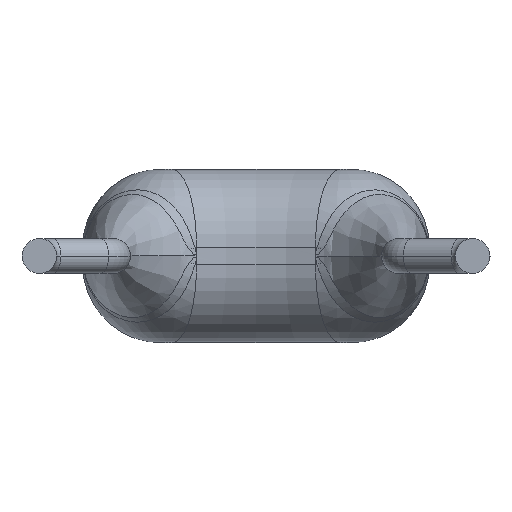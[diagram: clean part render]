
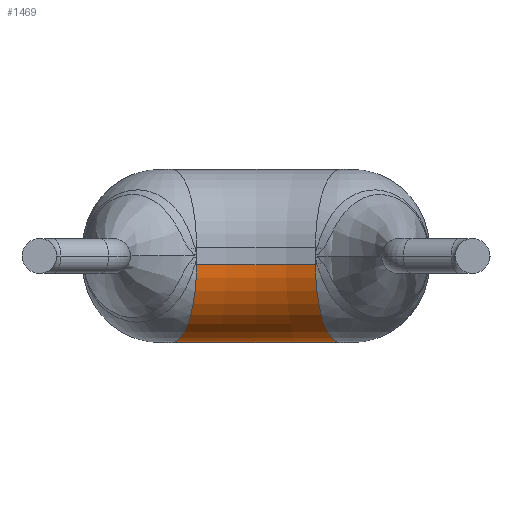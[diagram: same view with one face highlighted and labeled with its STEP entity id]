
A CAD part, front view. The second image highlights one B-rep face of the part: STEP entity #1469.
In plain terms, the highlighted toroidal (fillet/blend) face has major radius 3.088 mm and minor radius 0.9 mm.
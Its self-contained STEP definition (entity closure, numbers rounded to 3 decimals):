
#82 = ORIENTED_EDGE ( 'NONE', *, *, #1086, .T. ) ;
#196 = VERTEX_POINT ( 'NONE', #221 ) ;
#201 = CARTESIAN_POINT ( 'NONE',  ( 0.969, 3.344, -1. ) ) ;
#207 = CARTESIAN_POINT ( 'NONE',  ( 0., 0.412, -0.1 ) ) ;
#221 = CARTESIAN_POINT ( 'NONE',  ( -0.686, 2.49, -0.1 ) ) ;
#229 = EDGE_CURVE ( 'NONE', #522, #1029, #2137, .T. ) ;
#235 = ORIENTED_EDGE ( 'NONE', *, *, #229, .T. ) ;
#264 = EDGE_CURVE ( 'NONE', #522, #1117, #313, .T. ) ;
#313 = CIRCLE ( 'NONE', #1519, 3.088 ) ;
#397 = TOROIDAL_SURFACE ( 'NONE', #1586, 3.088, 0.9 ) ;
#403 = DIRECTION ( 'NONE',  ( -0.314, 0.95, 0. ) ) ;
#522 = VERTEX_POINT ( 'NONE', #201 ) ;
#631 = DIRECTION ( 'NONE',  ( -1., 0., 0. ) ) ;
#857 = AXIS2_PLACEMENT_3D ( 'NONE', #1692, #1671, #403 ) ;
#864 = CIRCLE ( 'NONE', #857, 0.9 ) ;
#1025 = DIRECTION ( 'NONE',  ( 0., 0., -1. ) ) ;
#1029 = VERTEX_POINT ( 'NONE', #2557 ) ;
#1086 = EDGE_CURVE ( 'NONE', #196, #1117, #864, .T. ) ;
#1105 = AXIS2_PLACEMENT_3D ( 'NONE', #2568, #2349, #1310 ) ;
#1117 = VERTEX_POINT ( 'NONE', #2314 ) ;
#1119 = CIRCLE ( 'NONE', #1105, 2.188 ) ;
#1310 = DIRECTION ( 'NONE',  ( -1., 0., 0. ) ) ;
#1339 = DIRECTION ( 'NONE',  ( 0., 0., 1. ) ) ;
#1469 = ADVANCED_FACE ( 'NONE', ( #2296 ), #397, .T. ) ;
#1519 = AXIS2_PLACEMENT_3D ( 'NONE', #2599, #1339, #1544 ) ;
#1544 = DIRECTION ( 'NONE',  ( -1., 0., 0. ) ) ;
#1552 = ORIENTED_EDGE ( 'NONE', *, *, #264, .F. ) ;
#1558 = CARTESIAN_POINT ( 'NONE',  ( 0.969, 3.344, -0.1 ) ) ;
#1586 = AXIS2_PLACEMENT_3D ( 'NONE', #207, #1025, #631 ) ;
#1671 = DIRECTION ( 'NONE',  ( 0.95, 0.314, 0. ) ) ;
#1692 = CARTESIAN_POINT ( 'NONE',  ( -0.969, 3.344, -0.1 ) ) ;
#1786 = DIRECTION ( 'NONE',  ( -0.314, -0.95, 0. ) ) ;
#2038 = ORIENTED_EDGE ( 'NONE', *, *, #2597, .F. ) ;
#2137 = CIRCLE ( 'NONE', #2483, 0.9 ) ;
#2296 = FACE_OUTER_BOUND ( 'NONE', #2566, .T. ) ;
#2314 = CARTESIAN_POINT ( 'NONE',  ( -0.969, 3.344, -1. ) ) ;
#2349 = DIRECTION ( 'NONE',  ( 0., 0., -1. ) ) ;
#2483 = AXIS2_PLACEMENT_3D ( 'NONE', #1558, #2622, #1786 ) ;
#2557 = CARTESIAN_POINT ( 'NONE',  ( 0.686, 2.49, -0.1 ) ) ;
#2566 = EDGE_LOOP ( 'NONE', ( #2038, #82, #1552, #235 ) ) ;
#2568 = CARTESIAN_POINT ( 'NONE',  ( 0., 0.412, -0.1 ) ) ;
#2597 = EDGE_CURVE ( 'NONE', #196, #1029, #1119, .T. ) ;
#2599 = CARTESIAN_POINT ( 'NONE',  ( 0., 0.412, -1. ) ) ;
#2622 = DIRECTION ( 'NONE',  ( -0.95, 0.314, 0. ) ) ;
